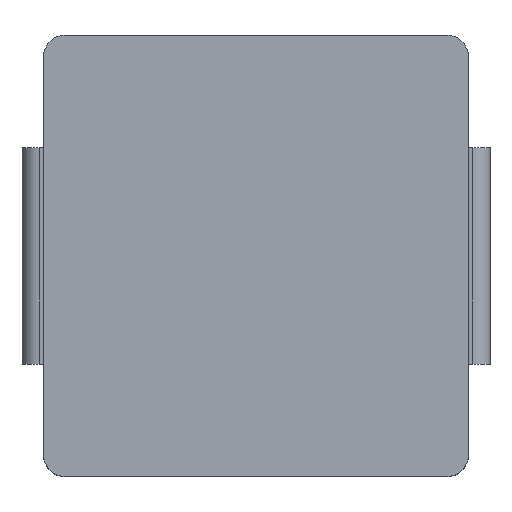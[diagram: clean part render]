
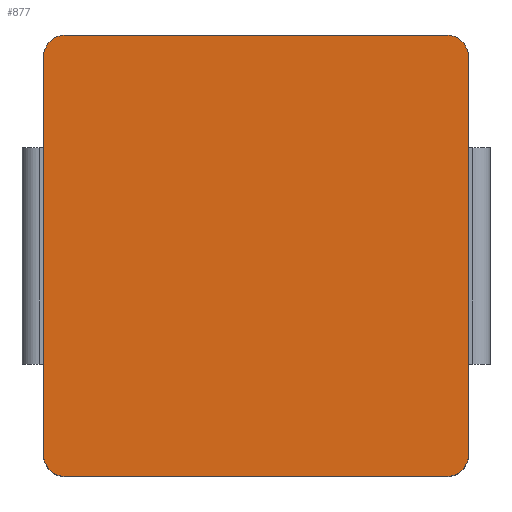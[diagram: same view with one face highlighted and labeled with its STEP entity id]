
A CAD part, top view. The second image highlights one B-rep face of the part: STEP entity #877.
In plain terms, the highlighted free-form (B-spline) face has degree [1, 1] with [2, 2] control points.
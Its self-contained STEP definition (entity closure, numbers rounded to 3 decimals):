
#664=CARTESIAN_POINT('',(-2.491,2.336,2.0));
#665=VERTEX_POINT('',#664);
#672=CARTESIAN_POINT('',(-2.237,2.59,2.0));
#673=VERTEX_POINT('',#672);
#674=CARTESIAN_POINT('',(-2.237,2.336,2.0));
#675=DIRECTION('',(0.0,0.0,-1.0));
#676=DIRECTION('',(-0.707,0.707,0.0));
#677=AXIS2_PLACEMENT_3D('',#674,#675,#676);
#678=CIRCLE('',#677,0.254);
#679=EDGE_CURVE('',#665,#673,#678,.T.);
#704=CARTESIAN_POINT('',(-2.491,-2.336,2.0));
#705=VERTEX_POINT('',#704);
#712=CARTESIAN_POINT('',(-2.491,-2.336,2.0));
#713=DIRECTION('',(0.0,1.0,0.0));
#714=VECTOR('',#713,4.672);
#715=LINE('',#712,#714);
#716=EDGE_CURVE('',#705,#665,#715,.T.);
#786=CARTESIAN_POINT('',(2.237,2.59,2.0));
#787=VERTEX_POINT('',#786);
#794=CARTESIAN_POINT('',(2.491,2.336,2.0));
#795=VERTEX_POINT('',#794);
#796=CARTESIAN_POINT('',(2.237,2.336,2.0));
#797=DIRECTION('',(0.0,0.0,-1.0));
#798=DIRECTION('',(0.707,0.707,0.0));
#799=AXIS2_PLACEMENT_3D('',#796,#797,#798);
#800=CIRCLE('',#799,0.254);
#801=EDGE_CURVE('',#787,#795,#800,.T.);
#818=CARTESIAN_POINT('',(2.491,-2.336,2.0));
#819=VERTEX_POINT('',#818);
#820=CARTESIAN_POINT('',(2.491,2.336,2.0));
#821=DIRECTION('',(0.0,-1.0,0.0));
#822=VECTOR('',#821,4.672);
#823=LINE('',#820,#822);
#824=EDGE_CURVE('',#795,#819,#823,.T.);
#836=CARTESIAN_POINT('',(-2.491,-2.59,2.0));
#837=CARTESIAN_POINT('',(2.491,-2.59,2.0));
#838=CARTESIAN_POINT('',(-2.491,2.59,2.0));
#839=CARTESIAN_POINT('',(2.491,2.59,2.0));
#840=B_SPLINE_SURFACE_WITH_KNOTS('',1,1,((#836,#838),(#837,#839)),.UNSPECIFIED.,.F.,.F.,.U.,(2,2),(2,2),(0.0,4.982),(0.0,5.18),.UNSPECIFIED.);
#841=ORIENTED_EDGE('',*,*,#679,.F.);
#842=ORIENTED_EDGE('',*,*,#716,.F.);
#843=CARTESIAN_POINT('',(-2.237,-2.59,2.0));
#844=VERTEX_POINT('',#843);
#845=CARTESIAN_POINT('',(-2.237,-2.336,2.0));
#846=DIRECTION('',(0.0,0.0,-1.0));
#847=DIRECTION('',(-0.707,-0.707,0.0));
#848=AXIS2_PLACEMENT_3D('',#845,#846,#847);
#849=CIRCLE('',#848,0.254);
#850=EDGE_CURVE('',#844,#705,#849,.T.);
#851=ORIENTED_EDGE('',*,*,#850,.F.);
#852=CARTESIAN_POINT('',(2.237,-2.59,2.0));
#853=VERTEX_POINT('',#852);
#854=CARTESIAN_POINT('',(2.237,-2.59,2.0));
#855=DIRECTION('',(-1.0,0.0,0.0));
#856=VECTOR('',#855,4.474);
#857=LINE('',#854,#856);
#858=EDGE_CURVE('',#853,#844,#857,.T.);
#859=ORIENTED_EDGE('',*,*,#858,.F.);
#860=CARTESIAN_POINT('',(2.237,-2.336,2.0));
#861=DIRECTION('',(0.0,0.0,-1.0));
#862=DIRECTION('',(0.707,-0.707,0.0));
#863=AXIS2_PLACEMENT_3D('',#860,#861,#862);
#864=CIRCLE('',#863,0.254);
#865=EDGE_CURVE('',#819,#853,#864,.T.);
#866=ORIENTED_EDGE('',*,*,#865,.F.);
#867=ORIENTED_EDGE('',*,*,#824,.F.);
#868=ORIENTED_EDGE('',*,*,#801,.F.);
#869=CARTESIAN_POINT('',(-2.237,2.59,2.0));
#870=DIRECTION('',(1.0,0.0,0.0));
#871=VECTOR('',#870,4.474);
#872=LINE('',#869,#871);
#873=EDGE_CURVE('',#673,#787,#872,.T.);
#874=ORIENTED_EDGE('',*,*,#873,.F.);
#875=EDGE_LOOP('',(#841,#842,#851,#859,#866,#867,#868,#874));
#876=FACE_OUTER_BOUND('',#875,.T.);
#877=ADVANCED_FACE('',(#876),#840,.T.);
